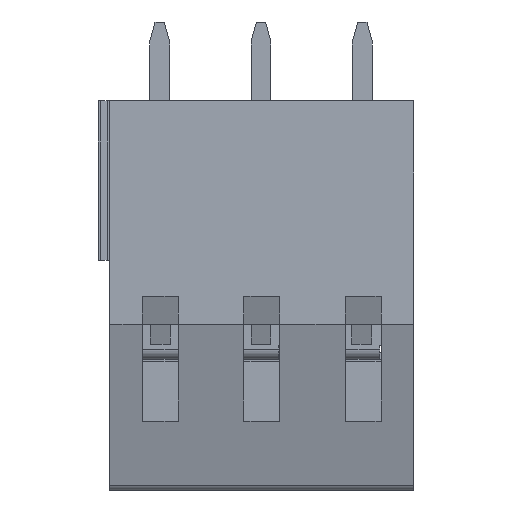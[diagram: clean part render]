
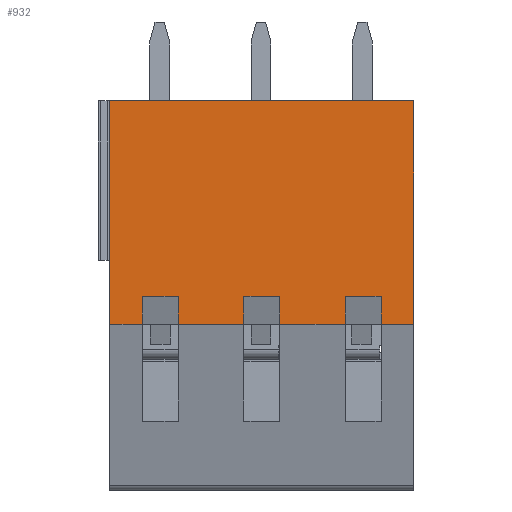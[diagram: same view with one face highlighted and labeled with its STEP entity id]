
A CAD part, left-side view. The second image highlights one B-rep face of the part: STEP entity #932.
In plain terms, the highlighted planar face has unit normal (-1, 0, 0).
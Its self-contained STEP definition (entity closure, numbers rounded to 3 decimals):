
#932 = ADVANCED_FACE( '', ( #1963 ), #1964, .F. );
#1963 = FACE_OUTER_BOUND( '', #3073, .T. );
#1964 = PLANE( '', #3074 );
#3073 = EDGE_LOOP( '', ( #5904, #5905, #5906, #5907, #5908, #5909, #5910, #5911, #5912, #5913, #5914, #5915, #5916, #5917, #5918, #5919 ) );
#3074 = AXIS2_PLACEMENT_3D( '', #5920, #5921, #5922 );
#5904 = ORIENTED_EDGE( '', *, *, #6887, .F. );
#5905 = ORIENTED_EDGE( '', *, *, #7050, .F. );
#5906 = ORIENTED_EDGE( '', *, *, #7311, .T. );
#5907 = ORIENTED_EDGE( '', *, *, #7020, .T. );
#5908 = ORIENTED_EDGE( '', *, *, #7612, .T. );
#5909 = ORIENTED_EDGE( '', *, *, #7767, .T. );
#5910 = ORIENTED_EDGE( '', *, *, #6930, .F. );
#5911 = ORIENTED_EDGE( '', *, *, #7017, .T. );
#5912 = ORIENTED_EDGE( '', *, *, #6720, .T. );
#5913 = ORIENTED_EDGE( '', *, *, #7539, .F. );
#5914 = ORIENTED_EDGE( '', *, *, #6753, .F. );
#5915 = ORIENTED_EDGE( '', *, *, #7027, .F. );
#5916 = ORIENTED_EDGE( '', *, *, #7876, .T. );
#5917 = ORIENTED_EDGE( '', *, *, #7877, .F. );
#5918 = ORIENTED_EDGE( '', *, *, #7139, .F. );
#5919 = ORIENTED_EDGE( '', *, *, #7023, .F. );
#5920 = CARTESIAN_POINT( '', ( 0., 4.56, -11.2 ) );
#5921 = DIRECTION( '', ( 1., 0., 0. ) );
#5922 = DIRECTION( '', ( 0., 1., 0. ) );
#6720 = EDGE_CURVE( '', #8076, #8074, #8077, .T. );
#6753 = EDGE_CURVE( '', #8134, #8136, #8137, .T. );
#6887 = EDGE_CURVE( '', #8372, #8374, #8375, .F. );
#6930 = EDGE_CURVE( '', #8449, #8451, #8452, .T. );
#7017 = EDGE_CURVE( '', #8449, #8076, #8604, .T. );
#7020 = EDGE_CURVE( '', #8609, #8607, #8610, .T. );
#7023 = EDGE_CURVE( '', #8374, #8614, #8615, .T. );
#7027 = EDGE_CURVE( '', #8620, #8134, #8622, .T. );
#7050 = EDGE_CURVE( '', #8659, #8372, #8661, .T. );
#7139 = EDGE_CURVE( '', #8614, #8804, #8805, .T. );
#7311 = EDGE_CURVE( '', #8659, #8609, #9063, .F. );
#7539 = EDGE_CURVE( '', #8136, #8074, #9395, .T. );
#7612 = EDGE_CURVE( '', #8607, #9496, #9498, .T. );
#7767 = EDGE_CURVE( '', #9496, #8451, #9699, .T. );
#7876 = EDGE_CURVE( '', #8620, #9827, #9828, .T. );
#7877 = EDGE_CURVE( '', #8804, #9827, #9829, .T. );
#8074 = VERTEX_POINT( '', #10062 );
#8076 = VERTEX_POINT( '', #10065 );
#8077 = LINE( '', #10066, #10067 );
#8134 = VERTEX_POINT( '', #10148 );
#8136 = VERTEX_POINT( '', #10151 );
#8137 = LINE( '', #10152, #10153 );
#8372 = VERTEX_POINT( '', #10490 );
#8374 = VERTEX_POINT( '', #10493 );
#8375 = LINE( '', #10494, #10495 );
#8449 = VERTEX_POINT( '', #10598 );
#8451 = VERTEX_POINT( '', #10601 );
#8452 = LINE( '', #10602, #10603 );
#8604 = LINE( '', #10824, #10825 );
#8607 = VERTEX_POINT( '', #10829 );
#8609 = VERTEX_POINT( '', #10832 );
#8610 = LINE( '', #10833, #10834 );
#8614 = VERTEX_POINT( '', #10840 );
#8615 = LINE( '', #10841, #10842 );
#8620 = VERTEX_POINT( '', #10849 );
#8622 = LINE( '', #10852, #10853 );
#8659 = VERTEX_POINT( '', #10909 );
#8661 = LINE( '', #10912, #10913 );
#8804 = VERTEX_POINT( '', #11122 );
#8805 = LINE( '', #11123, #11124 );
#9063 = LINE( '', #11506, #11507 );
#9395 = LINE( '', #12054, #12055 );
#9496 = VERTEX_POINT( '', #12204 );
#9498 = LINE( '', #12207, #12208 );
#9699 = LINE( '', #12565, #12566 );
#9827 = VERTEX_POINT( '', #12761 );
#9828 = LINE( '', #12762, #12763 );
#9829 = LINE( '', #12764, #12765 );
#10062 = CARTESIAN_POINT( '', ( 0., -7.3, -9.8 ) );
#10065 = CARTESIAN_POINT( '', ( 0., -7.3, -11.2 ) );
#10066 = CARTESIAN_POINT( '', ( 0., -7.3, -9.855 ) );
#10067 = VECTOR( '', #12964, 1000. );
#10148 = CARTESIAN_POINT( '', ( 0., -9.1, -11.2 ) );
#10151 = CARTESIAN_POINT( '', ( 0., -9.1, -9.8 ) );
#10152 = CARTESIAN_POINT( '', ( 0., -9.1, -9.855 ) );
#10153 = VECTOR( '', #12993, 1000. );
#10490 = CARTESIAN_POINT( '', ( 0., -15.82, 0. ) );
#10493 = CARTESIAN_POINT( '', ( 0., -15.82, -11.2 ) );
#10494 = CARTESIAN_POINT( '', ( 0., -15.82, 0. ) );
#10495 = VECTOR( '', #13121, 1000. );
#10598 = CARTESIAN_POINT( '', ( 0., -4.02, -11.2 ) );
#10601 = CARTESIAN_POINT( '', ( 0., -4.02, -9.8 ) );
#10602 = CARTESIAN_POINT( '', ( 0., -4.02, -9.855 ) );
#10603 = VECTOR( '', #13173, 1000. );
#10824 = CARTESIAN_POINT( '', ( 0., -5.68, -11.2 ) );
#10825 = VECTOR( '', #13252, 1000. );
#10829 = CARTESIAN_POINT( '', ( 0., -2.22, -11.2 ) );
#10832 = CARTESIAN_POINT( '', ( 0., -0.58, -11.2 ) );
#10833 = CARTESIAN_POINT( '', ( 0., -0.6, -11.2 ) );
#10834 = VECTOR( '', #13255, 1000. );
#10840 = CARTESIAN_POINT( '', ( 0., -14.18, -11.2 ) );
#10841 = CARTESIAN_POINT( '', ( 0., -15.8, -11.2 ) );
#10842 = VECTOR( '', #13258, 1000. );
#10849 = CARTESIAN_POINT( '', ( 0., -12.38, -11.2 ) );
#10852 = CARTESIAN_POINT( '', ( 0., -10.72, -11.2 ) );
#10853 = VECTOR( '', #13262, 1000. );
#10909 = CARTESIAN_POINT( '', ( 0., -0.58, 0. ) );
#10912 = CARTESIAN_POINT( '', ( 0., 4.56, 0. ) );
#10913 = VECTOR( '', #13283, 1000. );
#11122 = CARTESIAN_POINT( '', ( 0., -14.18, -9.8 ) );
#11123 = CARTESIAN_POINT( '', ( 0., -14.18, -9.855 ) );
#11124 = VECTOR( '', #13359, 1000. );
#11506 = CARTESIAN_POINT( '', ( 0., -0.58, -11.2 ) );
#11507 = VECTOR( '', #13505, 1000. );
#12054 = CARTESIAN_POINT( '', ( 0., -8.2, -9.8 ) );
#12055 = VECTOR( '', #13701, 1000. );
#12204 = CARTESIAN_POINT( '', ( 0., -2.22, -9.8 ) );
#12207 = CARTESIAN_POINT( '', ( 0., -2.22, -9.855 ) );
#12208 = VECTOR( '', #13760, 1000. );
#12565 = CARTESIAN_POINT( '', ( 0., -0.56, -9.8 ) );
#12566 = VECTOR( '', #13864, 1000. );
#12761 = CARTESIAN_POINT( '', ( 0., -12.38, -9.8 ) );
#12762 = CARTESIAN_POINT( '', ( 0., -12.38, -9.855 ) );
#12763 = VECTOR( '', #13944, 1000. );
#12764 = CARTESIAN_POINT( '', ( 0., -13.28, -9.8 ) );
#12765 = VECTOR( '', #13945, 1000. );
#12964 = DIRECTION( '', ( 0., 0., 1. ) );
#12993 = DIRECTION( '', ( 0., 0., 1. ) );
#13121 = DIRECTION( '', ( 0., 0., 1. ) );
#13173 = DIRECTION( '', ( 0., 0., 1. ) );
#13252 = DIRECTION( '', ( 0., -1., 0. ) );
#13255 = DIRECTION( '', ( 0., -1., 0. ) );
#13258 = DIRECTION( '', ( 0., 1., 0. ) );
#13262 = DIRECTION( '', ( 0., 1., 0. ) );
#13283 = DIRECTION( '', ( 0., -1., 0. ) );
#13359 = DIRECTION( '', ( 0., 0., 1. ) );
#13505 = DIRECTION( '', ( 0., 0., 1. ) );
#13701 = DIRECTION( '', ( 0., 1., 0. ) );
#13760 = DIRECTION( '', ( 0., 0., 1. ) );
#13864 = DIRECTION( '', ( 0., -1., 0. ) );
#13944 = DIRECTION( '', ( 0., 0., 1. ) );
#13945 = DIRECTION( '', ( 0., 1., 0. ) );
